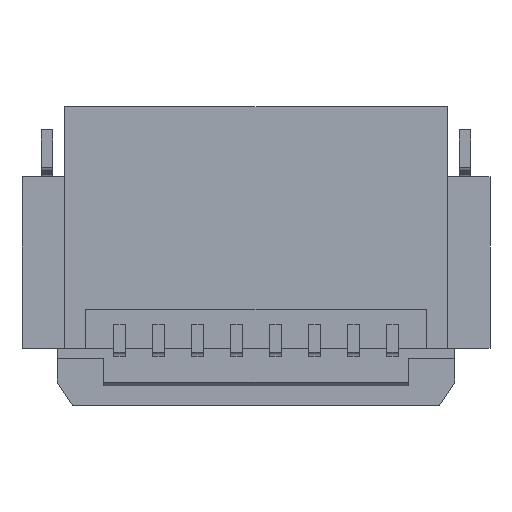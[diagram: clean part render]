
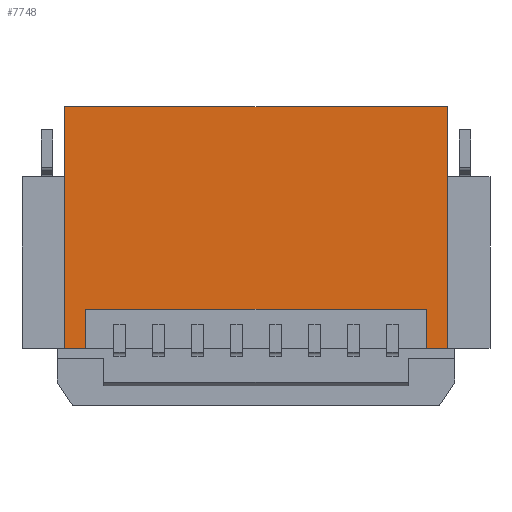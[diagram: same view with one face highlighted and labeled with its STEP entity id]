
A CAD part, front view. The second image highlights one B-rep face of the part: STEP entity #7748.
In plain terms, the highlighted planar face has unit normal (0, -1, 0).
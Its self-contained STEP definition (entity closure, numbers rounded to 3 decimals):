
#348=FACE_OUTER_BOUND('',#730,.T.);
#730=EDGE_LOOP('',(#5065,#5066,#5067,#5068,#5069,#5070,#5071,#5072));
#1103=LINE('',#10800,#2030);
#1143=LINE('',#10882,#2070);
#1156=LINE('',#10906,#2083);
#1264=LINE('',#11156,#2191);
#1265=LINE('',#11159,#2192);
#1266=LINE('',#11160,#2193);
#1267=LINE('',#11161,#2194);
#1268=LINE('',#11162,#2195);
#2030=VECTOR('',#8708,4.91);
#2070=VECTOR('',#8764,0.27);
#2083=VECTOR('',#8777,0.27);
#2191=VECTOR('',#8961,0.5);
#2192=VECTOR('',#8964,0.5);
#2193=VECTOR('',#8965,3.1);
#2194=VECTOR('',#8966,3.1);
#2195=VECTOR('',#8967,4.37);
#2957=VERTEX_POINT('',#10797);
#2958=VERTEX_POINT('',#10799);
#2991=VERTEX_POINT('',#10879);
#2992=VERTEX_POINT('',#10881);
#3002=VERTEX_POINT('',#10903);
#3003=VERTEX_POINT('',#10905);
#3107=VERTEX_POINT('',#11154);
#3108=VERTEX_POINT('',#11158);
#3703=EDGE_CURVE('',#2957,#2958,#1103,.T.);
#3743=EDGE_CURVE('',#2992,#2991,#1143,.T.);
#3756=EDGE_CURVE('',#3003,#3002,#1156,.T.);
#3882=EDGE_CURVE('',#2991,#3107,#1264,.T.);
#3883=EDGE_CURVE('',#3003,#3108,#1265,.T.);
#3884=EDGE_CURVE('',#3002,#2958,#1266,.T.);
#3885=EDGE_CURVE('',#2957,#2992,#1267,.T.);
#3886=EDGE_CURVE('',#3108,#3107,#1268,.T.);
#5065=ORIENTED_EDGE('',*,*,#3883,.F.);
#5066=ORIENTED_EDGE('',*,*,#3756,.T.);
#5067=ORIENTED_EDGE('',*,*,#3884,.T.);
#5068=ORIENTED_EDGE('',*,*,#3703,.F.);
#5069=ORIENTED_EDGE('',*,*,#3885,.T.);
#5070=ORIENTED_EDGE('',*,*,#3743,.T.);
#5071=ORIENTED_EDGE('',*,*,#3882,.T.);
#5072=ORIENTED_EDGE('',*,*,#3886,.F.);
#7101=PLANE('',#8168);
#7748=ADVANCED_FACE('',(#348),#7101,.T.);
#8168=AXIS2_PLACEMENT_3D('',#11157,#8962,#8963);
#8708=DIRECTION('',(1.,0.,0.));
#8764=DIRECTION('',(1.,0.,0.));
#8777=DIRECTION('',(1.,0.,0.));
#8961=DIRECTION('',(0.,0.,1.));
#8962=DIRECTION('center_axis',(0.,-1.,0.));
#8963=DIRECTION('ref_axis',(1.,0.,0.));
#8964=DIRECTION('',(0.,0.,1.));
#8965=DIRECTION('',(0.,0.,1.));
#8966=DIRECTION('',(0.,0.,-1.));
#8967=DIRECTION('',(-1.,0.,0.));
#10797=CARTESIAN_POINT('',(-2.455,-0.5,0.));
#10799=CARTESIAN_POINT('',(2.455,-0.5,0.));
#10800=CARTESIAN_POINT('',(-2.455,-0.5,0.));
#10879=CARTESIAN_POINT('',(-2.185,-0.5,-3.1));
#10881=CARTESIAN_POINT('',(-2.455,-0.5,-3.1));
#10882=CARTESIAN_POINT('',(-2.455,-0.5,-3.1));
#10903=CARTESIAN_POINT('',(2.455,-0.5,-3.1));
#10905=CARTESIAN_POINT('',(2.185,-0.5,-3.1));
#10906=CARTESIAN_POINT('',(2.185,-0.5,-3.1));
#11154=CARTESIAN_POINT('',(-2.185,-0.5,-2.6));
#11156=CARTESIAN_POINT('',(-2.185,-0.5,-3.1));
#11157=CARTESIAN_POINT('Origin',(-3.,-0.5,0.));
#11158=CARTESIAN_POINT('',(2.185,-0.5,-2.6));
#11159=CARTESIAN_POINT('',(2.185,-0.5,-3.1));
#11160=CARTESIAN_POINT('',(2.455,-0.5,-3.1));
#11161=CARTESIAN_POINT('',(-2.455,-0.5,0.));
#11162=CARTESIAN_POINT('',(2.185,-0.5,-2.6));
